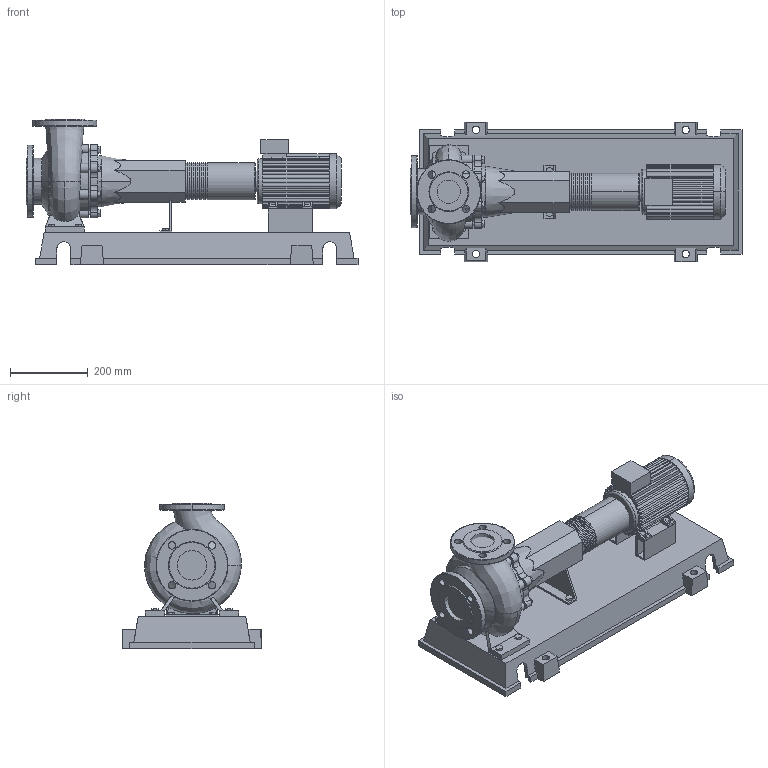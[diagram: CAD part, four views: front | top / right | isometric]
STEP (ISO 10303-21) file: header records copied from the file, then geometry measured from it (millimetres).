
FILE_DESCRIPTION((''),'2;1');
FILE_NAME('3d_NL50_125-0.37-4-12-4109033.stp','2015-03-03T07:08:17',(''),(''),'Mechanical Desktop 2009','Mechanical Desktop 2009',', , ');
FILE_SCHEMA(('CONFIG_CONTROL_DESIGN'));
Length unit declared in the file: millimetre
Products named in the file (1): Product
Bounding box: 855 x 360 x 375 mm (x, y, z)
Volume: 17618721.8 mm3; surface area: 1794129.8 mm2
Topology: 13 solids, 13 shells, 840 faces, 2234 edges, 1469 vertices
Faces by surface type: plane 444, bspline 203, cylinder 179, cone 8, torus 6
Entity records: 30341 total; most frequent: CARTESIAN_POINT 9535, ORIENTED_EDGE 4470, DIRECTION 4041, EDGE_CURVE 2235, VECTOR 1485, LINE 1485, VERTEX_POINT 1468, AXIS2_PLACEMENT_3D 1278
